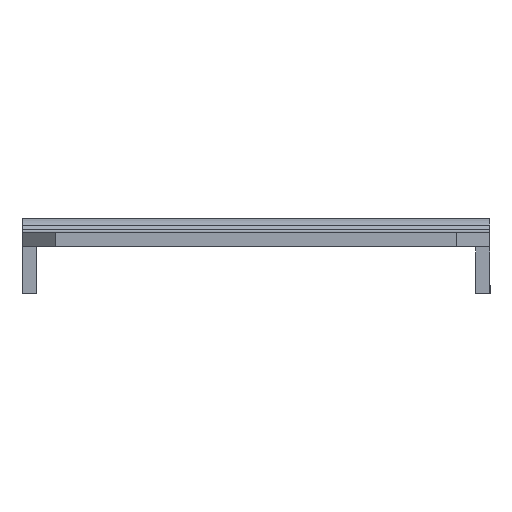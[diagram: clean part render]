
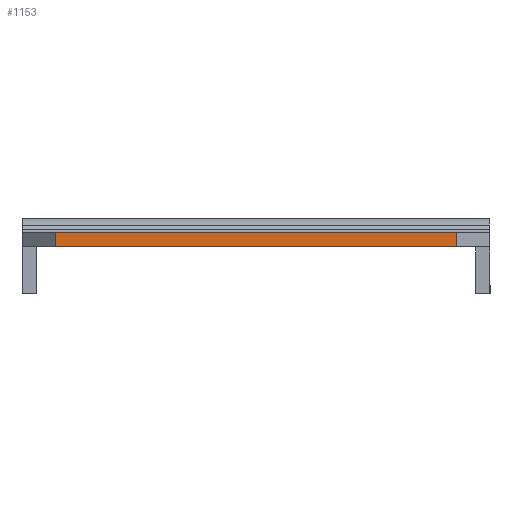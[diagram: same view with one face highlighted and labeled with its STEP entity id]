
A CAD part, left-side view. The second image highlights one B-rep face of the part: STEP entity #1153.
In plain terms, the highlighted planar face has unit normal (-1, 0, 0).
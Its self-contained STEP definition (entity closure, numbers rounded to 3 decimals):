
#12 = EDGE_CURVE ( 'NONE', #1158, #1836, #6448, .T. ) ;
#256 = AXIS2_PLACEMENT_3D ( 'NONE', #931, #6772, #6801 ) ;
#533 = EDGE_LOOP ( 'NONE', ( #8204, #2469, #5601, #1284 ) ) ;
#711 = DIRECTION ( 'NONE',  ( 0., -1., 0. ) ) ;
#931 = CARTESIAN_POINT ( 'NONE',  ( -165., 24.75, -3. ) ) ;
#1153 = ADVANCED_FACE ( 'NONE', ( #4739 ), #6165, .T. ) ;
#1158 = VERTEX_POINT ( 'NONE', #4138 ) ;
#1284 = ORIENTED_EDGE ( 'NONE', *, *, #5376, .T. ) ;
#1414 = VECTOR ( 'NONE', #711, 1000. ) ;
#1459 = DIRECTION ( 'NONE',  ( 0., -1., 0. ) ) ;
#1708 = LINE ( 'NONE', #3268, #1414 ) ;
#1836 = VERTEX_POINT ( 'NONE', #4351 ) ;
#2239 = CARTESIAN_POINT ( 'NONE',  ( -165., 24.75, -1.5 ) ) ;
#2469 = ORIENTED_EDGE ( 'NONE', *, *, #12, .T. ) ;
#2884 = CARTESIAN_POINT ( 'NONE',  ( -165., 21.25, -1.5 ) ) ;
#3020 = EDGE_CURVE ( 'NONE', #3034, #1836, #6066, .T. ) ;
#3034 = VERTEX_POINT ( 'NONE', #2884 ) ;
#3268 = CARTESIAN_POINT ( 'NONE',  ( -165., 24.75, -3. ) ) ;
#4138 = CARTESIAN_POINT ( 'NONE',  ( -165., -21.25, -3. ) ) ;
#4351 = CARTESIAN_POINT ( 'NONE',  ( -165., -21.25, -1.5 ) ) ;
#4739 = FACE_OUTER_BOUND ( 'NONE', #533, .T. ) ;
#5376 = EDGE_CURVE ( 'NONE', #3034, #7742, #7568, .T. ) ;
#5433 = CARTESIAN_POINT ( 'NONE',  ( -165., 21.25, -3. ) ) ;
#5442 = VECTOR ( 'NONE', #1459, 1000. ) ;
#5601 = ORIENTED_EDGE ( 'NONE', *, *, #3020, .F. ) ;
#5802 = CARTESIAN_POINT ( 'NONE',  ( -165., 21.25, -3. ) ) ;
#6002 = VECTOR ( 'NONE', #8033, 1000. ) ;
#6066 = LINE ( 'NONE', #2239, #5442 ) ;
#6165 = PLANE ( 'NONE',  #256 ) ;
#6243 = VECTOR ( 'NONE', #7677, 1000. ) ;
#6448 = LINE ( 'NONE', #6911, #6243 ) ;
#6772 = DIRECTION ( 'NONE',  ( -1., 0., 0. ) ) ;
#6801 = DIRECTION ( 'NONE',  ( 0., 0., 1. ) ) ;
#6911 = CARTESIAN_POINT ( 'NONE',  ( -165., -21.25, -3. ) ) ;
#7226 = EDGE_CURVE ( 'NONE', #7742, #1158, #1708, .T. ) ;
#7568 = LINE ( 'NONE', #5433, #6002 ) ;
#7677 = DIRECTION ( 'NONE',  ( 0., 0., 1. ) ) ;
#7742 = VERTEX_POINT ( 'NONE', #5802 ) ;
#8033 = DIRECTION ( 'NONE',  ( 0., 0., -1. ) ) ;
#8204 = ORIENTED_EDGE ( 'NONE', *, *, #7226, .T. ) ;
